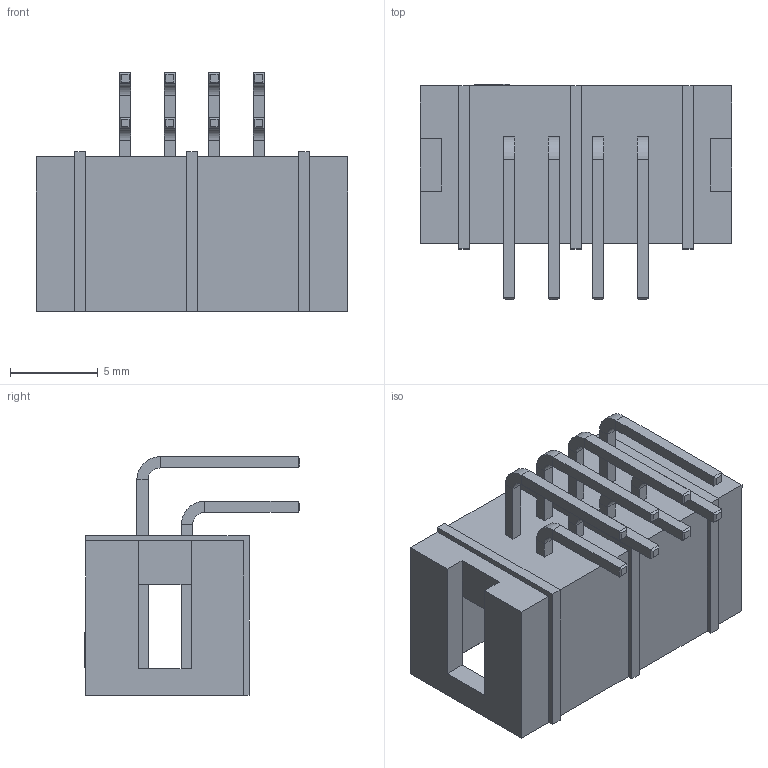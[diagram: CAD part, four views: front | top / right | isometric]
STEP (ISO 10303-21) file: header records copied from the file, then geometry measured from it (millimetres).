
FILE_DESCRIPTION (( 'STEP AP214' ), '1' );
FILE_NAME ('BHR-08.step', '2021-01-16T20:00:11', ( '' ), ( '' ), 'SwSTEP 2.0', 'SolidWorks 2020', '' );
FILE_SCHEMA (( 'AUTOMOTIVE_DESIGN' ));
Length unit declared in the file: millimetre
Products named in the file (1): BHR-08
Bounding box: 17.76 x 12.3 x 13.6 mm (x, y, z)
Volume: 738.4 mm3; surface area: 1454.2 mm2
Topology: 9 solids, 9 shells, 289 faces, 654 edges, 380 vertices
Faces by surface type: plane 273, cylinder 16
Entity records: 10150 total; most frequent: CARTESIAN_POINT 1324, ORIENTED_EDGE 1308, DIRECTION 1266, EDGE_CURVE 654, LINE 622, VECTOR 622, VERTEX_POINT 380, AXIS2_PLACEMENT_3D 322
